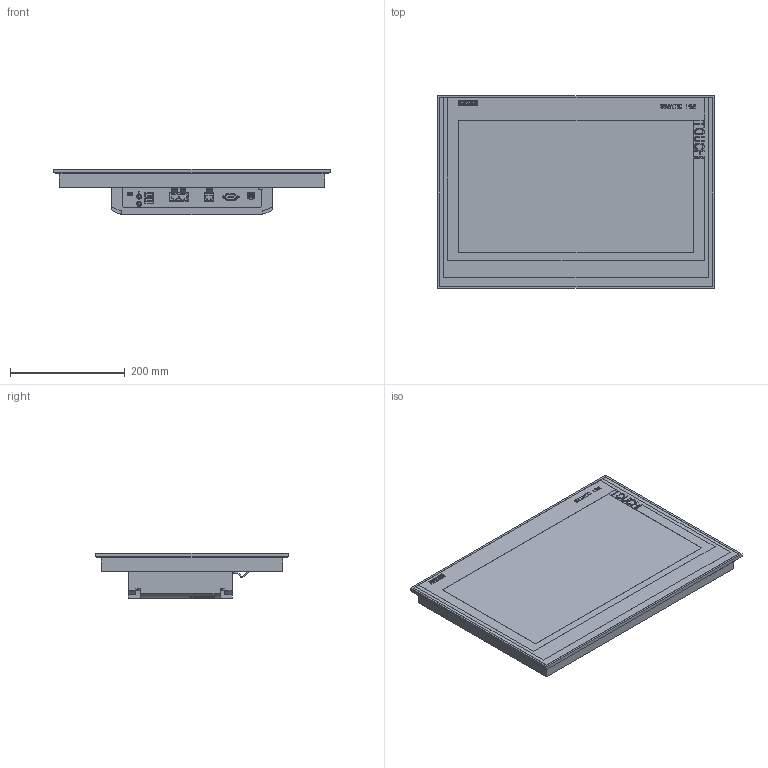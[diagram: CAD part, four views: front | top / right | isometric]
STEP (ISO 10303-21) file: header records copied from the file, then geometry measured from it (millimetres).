
FILE_DESCRIPTION(/* description */ (''),/* implementation_level */ '2;1');
FILE_NAME(/* name */ '6av21240uc020ax0_001_3d.stp',/* time_stamp */ '2012-09-16T21:45:55+02:00',/* author */ ('Z. Bartfai'),/* organization */ ('SIEMENS AG'),/* preprocessor_version */ 'ST-DEVELOPER v11',/* originating_system */ 'SIEMENS PLM Software NX 7.5',/* authorisation */ '');
FILE_SCHEMA (('AUTOMOTIVE_DESIGN { 1 0 10303 214 1 1 1 1 }'));
Products named in the file (5): A5E30321192A_001; A5E30981575A_001; A5E30981571A_001; A5E30981561A_001; A5E30981580A_001
Assembly tree (4 placements, depth 2):
  A5E30981580A_001
    A5E30981561A_001
    A5E30981571A_001
    A5E30981575A_001
    A5E30321192A_001
Bounding box: 483 x 337 x 79.4 mm (x, y, z)
Volume: 7008298.1 mm3; surface area: 580098.4 mm2
Topology: 246 solids, 246 shells, 2762 faces, 6646 edges, 4428 vertices
Faces by surface type: plane 2294, extrusion 247, cylinder 220, cone 1
Full cylindrical faces by diameter (mm): 0.8 x9, 1.809 x2, 2.009 x2, 2.4 x2, 2.835 x2, 3 x2, 3.035 x2, 3.8 x2, 6 x8, 7 x2, 8 x1, 8.017 x3, 8.5 x2
Entity records: 93847 total; most frequent: CARTESIAN_POINT 28698, ORIENTED_EDGE 13126, DIRECTION 11533, EDGE_CURVE 6563, VECTOR 5583, LINE 5336, VERTEX_POINT 4428, EDGE_LOOP 3109
